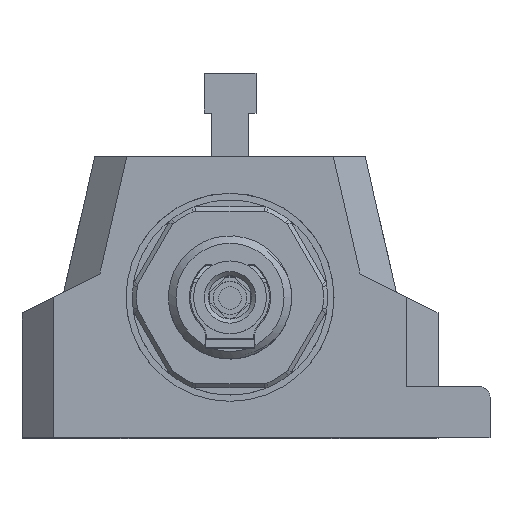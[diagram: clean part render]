
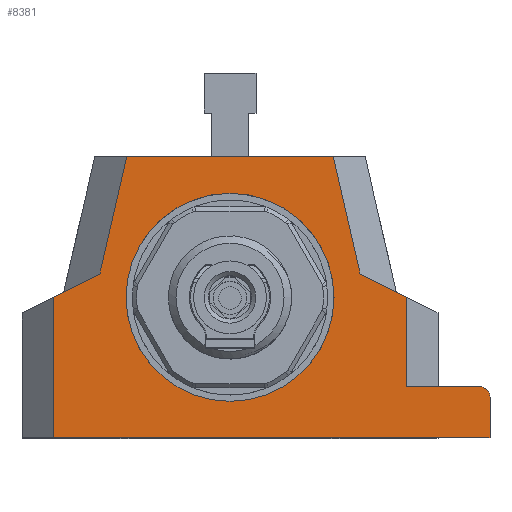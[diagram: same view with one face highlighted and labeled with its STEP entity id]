
A CAD part, top view. The second image highlights one B-rep face of the part: STEP entity #8381.
In plain terms, the highlighted planar face has unit normal (0, 0, 1).
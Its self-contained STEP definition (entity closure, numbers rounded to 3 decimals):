
#432=LINE('',#12529,#919);
#478=LINE('',#13949,#965);
#495=LINE('',#13985,#982);
#504=LINE('',#14028,#991);
#516=LINE('',#14046,#1003);
#520=LINE('',#14052,#1007);
#521=LINE('',#14055,#1008);
#522=LINE('',#14056,#1009);
#523=LINE('',#14057,#1010);
#524=LINE('',#14058,#1011);
#919=VECTOR('',#10037,1000.);
#965=VECTOR('',#10201,1000.);
#982=VECTOR('',#10226,1000.);
#991=VECTOR('',#10245,1000.);
#1003=VECTOR('',#10263,1000.);
#1007=VECTOR('',#10269,1000.);
#1008=VECTOR('',#10272,1000.);
#1009=VECTOR('',#10273,1000.);
#1010=VECTOR('',#10274,1000.);
#1011=VECTOR('',#10275,1000.);
#1559=FACE_BOUND('',#2196,.T.);
#1658=FACE_OUTER_BOUND('',#2195,.T.);
#2195=EDGE_LOOP('',(#5884,#5885,#5886,#5887,#5888,#5889,#5890,#5891,#5892,
#5893,#5894));
#2196=EDGE_LOOP('',(#5895));
#2726=CIRCLE('',#9018,10.);
#2752=CIRCLE('',#9081,1.);
#3455=VERTEX_POINT('',#12526);
#3456=VERTEX_POINT('',#12528);
#3471=VERTEX_POINT('',#12568);
#3542=VERTEX_POINT('',#13947);
#3543=VERTEX_POINT('',#13948);
#3557=VERTEX_POINT('',#13982);
#3558=VERTEX_POINT('',#13984);
#3566=VERTEX_POINT('',#14025);
#3567=VERTEX_POINT('',#14027);
#3570=VERTEX_POINT('',#14045);
#3571=VERTEX_POINT('',#14051);
#3572=VERTEX_POINT('',#14053);
#4301=EDGE_CURVE('',#3455,#3456,#432,.T.);
#4321=EDGE_CURVE('',#3471,#3471,#2726,.T.);
#4417=EDGE_CURVE('',#3542,#3543,#478,.T.);
#4434=EDGE_CURVE('',#3558,#3557,#495,.T.);
#4448=EDGE_CURVE('',#3566,#3567,#504,.T.);
#4460=EDGE_CURVE('',#3570,#3543,#516,.T.);
#4464=EDGE_CURVE('',#3557,#3571,#520,.T.);
#4465=EDGE_CURVE('',#3571,#3572,#2752,.F.);
#4466=EDGE_CURVE('',#3572,#3542,#521,.T.);
#4467=EDGE_CURVE('',#3570,#3456,#522,.T.);
#4468=EDGE_CURVE('',#3455,#3567,#523,.T.);
#4469=EDGE_CURVE('',#3566,#3558,#524,.T.);
#5884=ORIENTED_EDGE('',*,*,#4464,.T.);
#5885=ORIENTED_EDGE('',*,*,#4465,.T.);
#5886=ORIENTED_EDGE('',*,*,#4466,.T.);
#5887=ORIENTED_EDGE('',*,*,#4417,.T.);
#5888=ORIENTED_EDGE('',*,*,#4460,.F.);
#5889=ORIENTED_EDGE('',*,*,#4467,.T.);
#5890=ORIENTED_EDGE('',*,*,#4301,.F.);
#5891=ORIENTED_EDGE('',*,*,#4468,.T.);
#5892=ORIENTED_EDGE('',*,*,#4448,.F.);
#5893=ORIENTED_EDGE('',*,*,#4469,.T.);
#5894=ORIENTED_EDGE('',*,*,#4434,.T.);
#5895=ORIENTED_EDGE('',*,*,#4321,.T.);
#8175=PLANE('',#9080);
#8381=ADVANCED_FACE('',(#1658,#1559),#8175,.F.);
#9018=AXIS2_PLACEMENT_3D('',#12569,#10071,#10072);
#9080=AXIS2_PLACEMENT_3D('',#14050,#10267,#10268);
#9081=AXIS2_PLACEMENT_3D('',#14054,#10270,#10271);
#10037=DIRECTION('',(1.,0.,0.));
#10071=DIRECTION('center_axis',(0.,0.,-1.));
#10072=DIRECTION('ref_axis',(1.,0.,0.));
#10201=DIRECTION('',(0.,1.,0.));
#10226=DIRECTION('',(1.,0.,0.));
#10245=DIRECTION('',(0.894,0.447,0.));
#10263=DIRECTION('',(0.894,-0.447,0.));
#10267=DIRECTION('center_axis',(0.,0.,-1.));
#10268=DIRECTION('ref_axis',(1.,0.,0.));
#10269=DIRECTION('',(0.,1.,0.));
#10270=DIRECTION('center_axis',(0.,0.,-1.));
#10271=DIRECTION('ref_axis',(-1.,0.,0.));
#10272=DIRECTION('',(-1.,0.,0.));
#10273=DIRECTION('',(-0.225,0.974,0.));
#10274=DIRECTION('',(-0.225,-0.974,0.));
#10275=DIRECTION('',(0.,-1.,0.));
#12526=CARTESIAN_POINT('',(50.079,-16.5,25.2));
#12528=CARTESIAN_POINT('',(69.921,-16.5,25.2));
#12529=CARTESIAN_POINT('',(60.,-16.5,25.2));
#12568=CARTESIAN_POINT('',(50.,-30.,25.2));
#12569=CARTESIAN_POINT('Origin',(60.,-30.,25.2));
#13947=CARTESIAN_POINT('',(77.,-38.6,25.2));
#13948=CARTESIAN_POINT('',(77.,-30.,25.2));
#13949=CARTESIAN_POINT('',(77.,-29.95,25.2));
#13982=CARTESIAN_POINT('',(85.,-43.5,25.2));
#13984=CARTESIAN_POINT('',(43.,-43.5,25.2));
#13985=CARTESIAN_POINT('',(49.5,-43.5,25.2));
#14025=CARTESIAN_POINT('',(43.,-30.,25.2));
#14027=CARTESIAN_POINT('',(47.48,-27.76,25.2));
#14028=CARTESIAN_POINT('',(43.888,-29.556,25.2));
#14045=CARTESIAN_POINT('',(72.52,-27.76,25.2));
#14046=CARTESIAN_POINT('',(76.112,-29.556,25.2));
#14050=CARTESIAN_POINT('Origin',(60.95,-29.95,25.2));
#14051=CARTESIAN_POINT('',(85.,-39.6,25.2));
#14052=CARTESIAN_POINT('',(85.,-41.05,25.2));
#14053=CARTESIAN_POINT('',(84.,-38.6,25.2));
#14054=CARTESIAN_POINT('Origin',(84.,-39.6,25.2));
#14055=CARTESIAN_POINT('',(85.,-38.6,25.2));
#14056=CARTESIAN_POINT('',(72.414,-27.304,25.2));
#14057=CARTESIAN_POINT('',(47.682,-26.888,25.2));
#14058=CARTESIAN_POINT('',(43.,-29.95,25.2));
